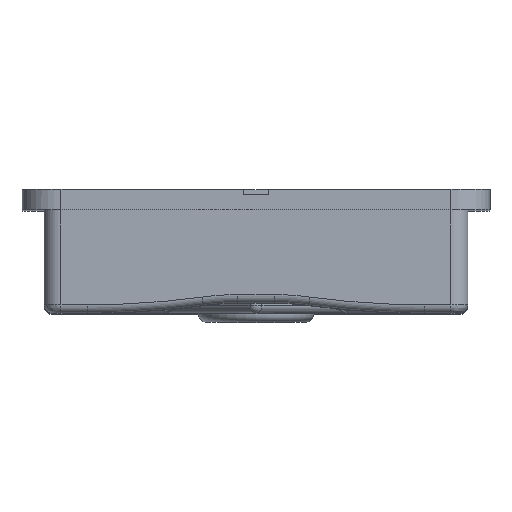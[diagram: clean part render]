
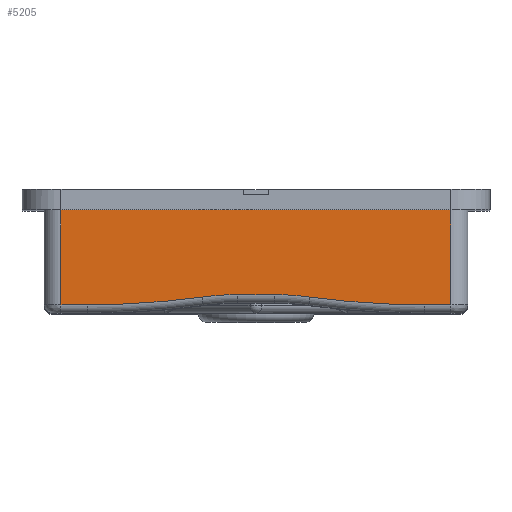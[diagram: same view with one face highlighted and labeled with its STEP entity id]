
A CAD part, top view. The second image highlights one B-rep face of the part: STEP entity #5205.
In plain terms, the highlighted planar face has unit normal (0, 0, 1).
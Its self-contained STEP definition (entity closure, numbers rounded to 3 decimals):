
#237=PLANE('',#5800);
#546=FACE_OUTER_BOUND('',#866,.T.);
#866=EDGE_LOOP('',(#4778,#4779,#4780,#4781,#4782,#4783,#4784,#4785,#4786,
#4787));
#1034=LINE('',#8568,#1472);
#1312=LINE('',#9659,#1750);
#1313=LINE('',#9663,#1751);
#1314=LINE('',#9675,#1752);
#1333=LINE('',#9778,#1771);
#1340=LINE('',#9791,#1778);
#1472=VECTOR('',#6202,10.);
#1750=VECTOR('',#7246,10.);
#1751=VECTOR('',#7251,10.);
#1752=VECTOR('',#7268,10.);
#1771=VECTOR('',#7377,10.);
#1778=VECTOR('',#7396,10.);
#2028=CIRCLE('',#5743,50.);
#2029=CIRCLE('',#5745,15.5);
#2033=CIRCLE('',#5751,15.5);
#2034=CIRCLE('',#5753,50.);
#2229=VERTEX_POINT('',#8566);
#2230=VERTEX_POINT('',#8567);
#2506=VERTEX_POINT('',#9581);
#2518=VERTEX_POINT('',#9653);
#2519=VERTEX_POINT('',#9657);
#2520=VERTEX_POINT('',#9661);
#2521=VERTEX_POINT('',#9665);
#2522=VERTEX_POINT('',#9669);
#2523=VERTEX_POINT('',#9673);
#2524=VERTEX_POINT('',#9677);
#2763=EDGE_CURVE('',#2229,#2230,#1034,.T.);
#3235=EDGE_CURVE('',#2519,#2506,#1312,.T.);
#3237=EDGE_CURVE('',#2518,#2520,#1313,.T.);
#3239=EDGE_CURVE('',#2520,#2521,#2028,.T.);
#3240=EDGE_CURVE('',#2521,#2522,#2029,.T.);
#3243=EDGE_CURVE('',#2522,#2523,#1314,.T.);
#3245=EDGE_CURVE('',#2523,#2524,#2033,.T.);
#3246=EDGE_CURVE('',#2524,#2519,#2034,.T.);
#3278=EDGE_CURVE('',#2506,#2229,#1333,.T.);
#3285=EDGE_CURVE('',#2230,#2518,#1340,.T.);
#4778=ORIENTED_EDGE('',*,*,#3246,.F.);
#4779=ORIENTED_EDGE('',*,*,#3245,.F.);
#4780=ORIENTED_EDGE('',*,*,#3243,.F.);
#4781=ORIENTED_EDGE('',*,*,#3240,.F.);
#4782=ORIENTED_EDGE('',*,*,#3239,.F.);
#4783=ORIENTED_EDGE('',*,*,#3237,.F.);
#4784=ORIENTED_EDGE('',*,*,#3285,.F.);
#4785=ORIENTED_EDGE('',*,*,#2763,.F.);
#4786=ORIENTED_EDGE('',*,*,#3278,.F.);
#4787=ORIENTED_EDGE('',*,*,#3235,.F.);
#5205=ADVANCED_FACE('',(#546),#237,.F.);
#5743=AXIS2_PLACEMENT_3D('',#9667,#7256,#7257);
#5745=AXIS2_PLACEMENT_3D('',#9670,#7260,#7261);
#5751=AXIS2_PLACEMENT_3D('',#9679,#7273,#7274);
#5753=AXIS2_PLACEMENT_3D('',#9681,#7277,#7278);
#5800=AXIS2_PLACEMENT_3D('',#9792,#7397,#7398);
#6202=DIRECTION('',(1.,0.,0.));
#7246=DIRECTION('',(-1.,0.,0.));
#7251=DIRECTION('',(-1.,0.,0.));
#7256=DIRECTION('center_axis',(0.,0.,
-1.));
#7257=DIRECTION('ref_axis',(-0.068,-0.998,0.));
#7260=DIRECTION('center_axis',(0.,0.,
1.));
#7261=DIRECTION('ref_axis',(0.141,0.99,0.));
#7268=DIRECTION('',(-1.,0.,0.));
#7273=DIRECTION('center_axis',(0.,0.,
1.));
#7274=DIRECTION('ref_axis',(-0.141,0.99,0.));
#7277=DIRECTION('center_axis',(0.,0.,
-1.));
#7278=DIRECTION('ref_axis',(0.068,-0.998,0.));
#7377=DIRECTION('',(0.,1.,0.));
#7396=DIRECTION('',(0.,-1.,0.));
#7397=DIRECTION('center_axis',(0.,0.,
-1.));
#7398=DIRECTION('ref_axis',(0.,1.,0.));
#8566=CARTESIAN_POINT('',(-21.922,4.2,23.08));
#8567=CARTESIAN_POINT('',(1.078,4.2,23.08));
#8568=CARTESIAN_POINT('',(-10.422,4.2,23.08));
#9581=CARTESIAN_POINT('',(-21.922,-1.4,23.08));
#9653=CARTESIAN_POINT('',(1.078,-1.4,23.08));
#9657=CARTESIAN_POINT('',(-20.354,-1.4,23.08));
#9659=CARTESIAN_POINT('',(-10.422,-1.4,23.08));
#9661=CARTESIAN_POINT('',(-0.489,-1.4,23.08));
#9663=CARTESIAN_POINT('',(-10.422,-1.4,23.08));
#9665=CARTESIAN_POINT('',(-7.241,-0.942,23.08));
#9667=CARTESIAN_POINT('Origin',(-0.489,48.6,23.08));
#9669=CARTESIAN_POINT('',(-9.334,-0.8,23.08));
#9670=CARTESIAN_POINT('Origin',(-9.334,-16.3,23.08));
#9673=CARTESIAN_POINT('',(-11.509,-0.8,23.08));
#9675=CARTESIAN_POINT('',(-10.422,-0.8,23.08));
#9677=CARTESIAN_POINT('',(-13.602,-0.942,23.08));
#9679=CARTESIAN_POINT('Origin',(-11.509,-16.3,23.08));
#9681=CARTESIAN_POINT('Origin',(-20.354,48.6,23.08));
#9778=CARTESIAN_POINT('',(-21.922,-0.9,23.08));
#9791=CARTESIAN_POINT('',(1.078,-0.9,23.08));
#9792=CARTESIAN_POINT('Origin',(-10.422,-0.9,23.08));
